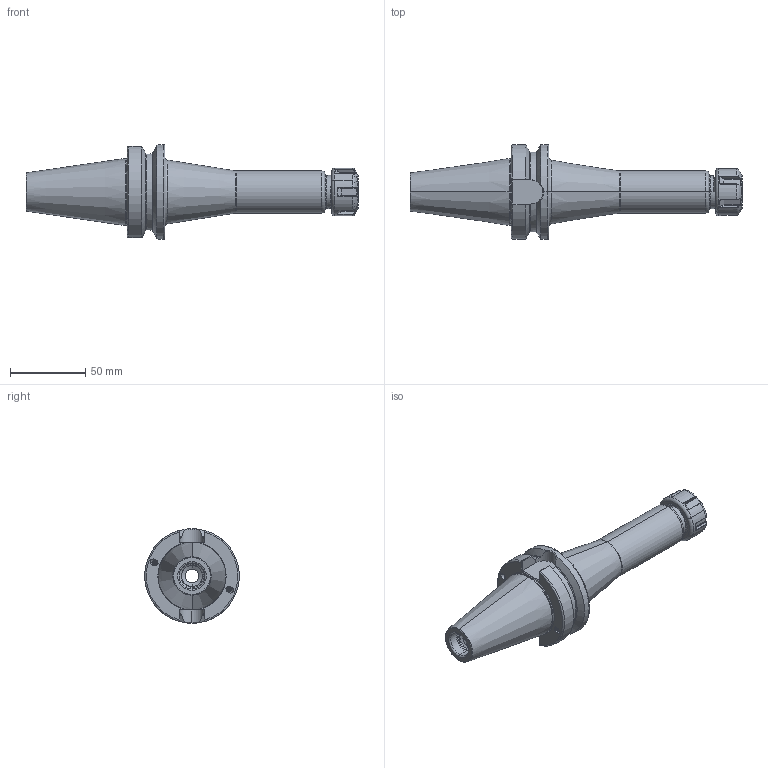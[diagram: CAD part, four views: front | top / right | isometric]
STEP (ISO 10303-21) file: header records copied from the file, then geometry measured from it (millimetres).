
FILE_DESCRIPTION (( 'STEP AP203' ), '1' );
FILE_NAME ('406.02.10.2.STEP', '2016-11-25T10:53:21', ( '' ), ( '' ), 'SwSTEP 2.0', 'SolidWorks 2012', '' );
FILE_SCHEMA (( 'CONFIG_CONTROL_DESIGN' ));
Length unit declared in the file: millimetre
Products named in the file (3): 406.02.10.2; 2-01.100.0160180C7_ER16螺帽(六溝)
Assembly tree (2 placements, depth 2):
  406.02.10.2
    406.02.10.2
    2-01.100.0160180C7_ER16螺帽(六溝)
Bounding box: 220.98 x 63 x 63 mm (x, y, z)
Volume: 199150.2 mm3; surface area: 45382.4 mm2
Topology: 2 solids, 2 shells, 432 faces, 1103 edges, 677 vertices
Faces by surface type: cylinder 186, bspline 82, plane 78, torus 58, cone 28
Entity records: 28621 total; most frequent: CARTESIAN_POINT 19477, ORIENTED_EDGE 2206, DIRECTION 1426, EDGE_CURVE 1103, VERTEX_POINT 677, AXIS2_PLACEMENT_3D 554, EDGE_LOOP 442, ADVANCED_FACE 432
